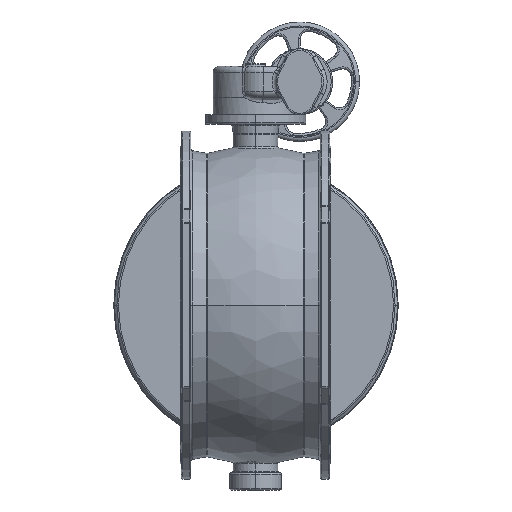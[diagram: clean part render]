
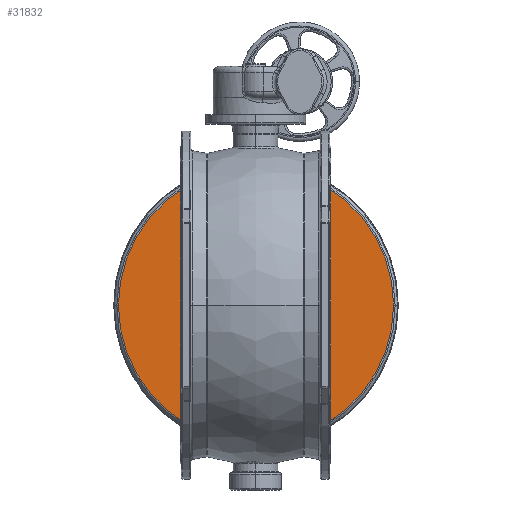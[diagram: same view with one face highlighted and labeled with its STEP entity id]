
A CAD part, front view. The second image highlights one B-rep face of the part: STEP entity #31832.
In plain terms, the highlighted planar face has unit normal (0, -1, 0).
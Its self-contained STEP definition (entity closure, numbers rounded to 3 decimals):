
#30574=CARTESIAN_POINT('',(0.,0.,0.));
#30575=DIRECTION('',(0.,1.,0.));
#30576=DIRECTION('',(1.,0.,0.));
#30577=AXIS2_PLACEMENT_3D('',#30574,#30575,#30576);
#30579=CARTESIAN_POINT('',(0.,0.,0.));
#30580=DIRECTION('',(0.,1.,0.));
#30581=DIRECTION('',(-1.,0.,0.));
#30582=AXIS2_PLACEMENT_3D('',#30579,#30580,#30581);
#30598=CARTESIAN_POINT('',(575.231,0.,
0.));
#30599=CARTESIAN_POINT('',(-575.231,0.,
0.));
#30600=VERTEX_POINT('',#30598);
#30601=VERTEX_POINT('',#30599);
#31823=CARTESIAN_POINT('',(0.,0.,0.));
#31824=DIRECTION('',(0.,-1.,0.));
#31825=DIRECTION('',(-1.,0.,0.));
#31826=AXIS2_PLACEMENT_3D('',#31823,#31824,#31825);
#31827=PLANE('',#31826);
#31828=ORIENTED_EDGE('',*,*,#31805,.T.);
#31829=ORIENTED_EDGE('',*,*,#31790,.T.);
#31830=EDGE_LOOP('',(#31828,#31829));
#31831=FACE_OUTER_BOUND('',#31830,.F.);
#31832=ADVANCED_FACE('',(#31831),#31827,.T.);
#30578=CIRCLE('',#30577,575.231);
#30583=CIRCLE('',#30582,575.231);
#31790=EDGE_CURVE('',#30601,#30600,#30583,.T.);
#31805=EDGE_CURVE('',#30600,#30601,#30578,.T.);
